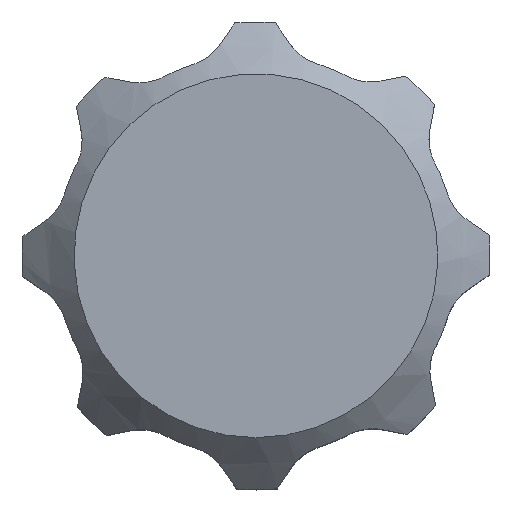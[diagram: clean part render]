
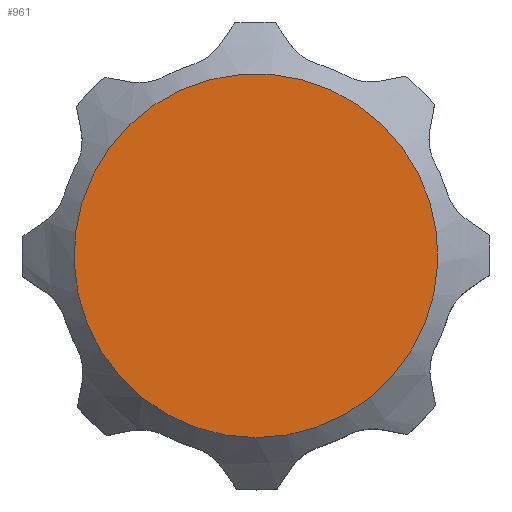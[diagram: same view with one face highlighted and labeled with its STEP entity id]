
A CAD part, top view. The second image highlights one B-rep face of the part: STEP entity #961.
In plain terms, the highlighted planar face has unit normal (0, 0, 1).
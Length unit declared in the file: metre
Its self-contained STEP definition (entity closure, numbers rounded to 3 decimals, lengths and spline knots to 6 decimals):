
#278=ORIENTED_EDGE('',*,*,#582,.T.);
#582=EDGE_CURVE('',#734,#734,#805,.T.);
#734=VERTEX_POINT('',#1485);
#805=CIRCLE('',#1062,0.007);
#826=EDGE_LOOP('',(#278));
#884=FACE_BOUND('',#826,.T.);
#926=PLANE('',#1061);
#961=ADVANCED_FACE('',(#884),#926,.T.);
#1061=AXIS2_PLACEMENT_3D('',#1483,#1233,#1234);
#1062=AXIS2_PLACEMENT_3D('',#1484,#1235,#1236);
#1233=DIRECTION('',(0.,0.,1.));
#1234=DIRECTION('',(1.,0.,0.));
#1235=DIRECTION('',(0.,0.,1.));
#1236=DIRECTION('',(0.,-1.,0.));
#1483=CARTESIAN_POINT('',(0.155016,-0.00404,0.0775));
#1484=CARTESIAN_POINT('',(0.164485,-0.013154,0.0775));
#1485=CARTESIAN_POINT('',(0.164485,-0.020154,0.0775));
